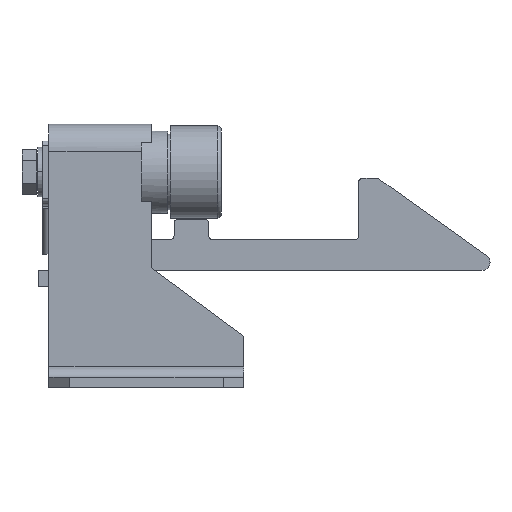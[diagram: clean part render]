
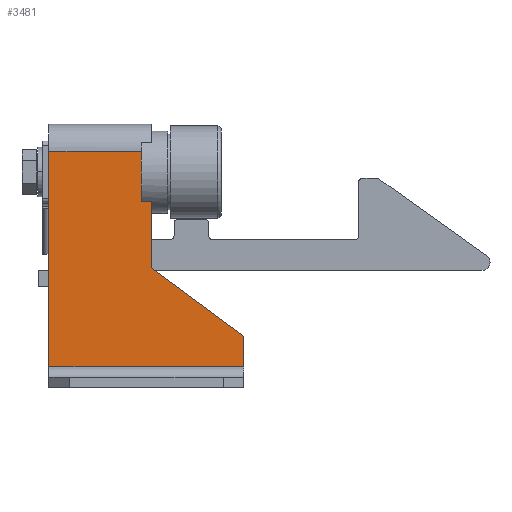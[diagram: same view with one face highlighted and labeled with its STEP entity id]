
A CAD part, top view. The second image highlights one B-rep face of the part: STEP entity #3481.
In plain terms, the highlighted planar face has unit normal (0, 0, 1).
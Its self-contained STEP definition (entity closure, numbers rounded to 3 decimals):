
#11 = CARTESIAN_POINT ( 'NONE',  ( 50.05, 0., 12.435 ) ) ;
#78 = ORIENTED_EDGE ( 'NONE', *, *, #3107, .T. ) ;
#278 = DIRECTION ( 'NONE',  ( 0., 0., -1. ) ) ;
#301 = DIRECTION ( 'NONE',  ( -1., 0., 0. ) ) ;
#760 = VERTEX_POINT ( 'NONE', #856 ) ;
#773 = VERTEX_POINT ( 'NONE', #1380 ) ;
#798 = CARTESIAN_POINT ( 'NONE',  ( 102.169, 19.703, 12.435 ) ) ;
#838 = VECTOR ( 'NONE', #4157, 1000. ) ;
#856 = CARTESIAN_POINT ( 'NONE',  ( 0., 115., 12.435 ) ) ;
#861 = VECTOR ( 'NONE', #3235, 1000. ) ;
#929 = LINE ( 'NONE', #3016, #2635 ) ;
#988 = EDGE_CURVE ( 'NONE', #773, #4126, #4271, .T. ) ;
#1084 = EDGE_CURVE ( 'NONE', #1503, #2329, #3877, .T. ) ;
#1309 = EDGE_CURVE ( 'NONE', #1478, #4126, #3474, .T. ) ;
#1315 = DIRECTION ( 'NONE',  ( -1., 0., 0. ) ) ;
#1380 = CARTESIAN_POINT ( 'NONE',  ( 50., 58.25, 12.435 ) ) ;
#1471 = CARTESIAN_POINT ( 'NONE',  ( 95., 10., 12.435 ) ) ;
#1478 = VERTEX_POINT ( 'NONE', #2163 ) ;
#1503 = VERTEX_POINT ( 'NONE', #1960 ) ;
#1587 = VERTEX_POINT ( 'NONE', #1982 ) ;
#1594 = EDGE_CURVE ( 'NONE', #2329, #1587, #929, .T. ) ;
#1595 = VECTOR ( 'NONE', #2792, 1000. ) ;
#1599 = ORIENTED_EDGE ( 'NONE', *, *, #2672, .T. ) ;
#1707 = VECTOR ( 'NONE', #1315, 1000. ) ;
#1745 = LINE ( 'NONE', #11, #3043 ) ;
#1759 = ORIENTED_EDGE ( 'NONE', *, *, #1084, .F. ) ;
#1960 = CARTESIAN_POINT ( 'NONE',  ( 95., 25., 12.435 ) ) ;
#1970 = DIRECTION ( 'NONE',  ( 0., -1., 0. ) ) ;
#1982 = CARTESIAN_POINT ( 'NONE',  ( 0., 10., 12.435 ) ) ;
#2004 = ORIENTED_EDGE ( 'NONE', *, *, #3081, .T. ) ;
#2011 = ORIENTED_EDGE ( 'NONE', *, *, #1309, .F. ) ;
#2012 = PLANE ( 'NONE',  #3840 ) ;
#2037 = CARTESIAN_POINT ( 'NONE',  ( 95., 10., 12.435 ) ) ;
#2127 = CARTESIAN_POINT ( 'NONE',  ( 50., 10., 12.435 ) ) ;
#2163 = CARTESIAN_POINT ( 'NONE',  ( 50.05, 90.5, 12.435 ) ) ;
#2191 = DIRECTION ( 'NONE',  ( -0.804, 0.594, 0. ) ) ;
#2201 = EDGE_LOOP ( 'NONE', ( #1759, #1599, #3088, #2011, #3665, #78, #2004, #4090 ) ) ;
#2310 = FACE_OUTER_BOUND ( 'NONE', #2201, .T. ) ;
#2328 = DIRECTION ( 'NONE',  ( -1., 0., 0. ) ) ;
#2329 = VERTEX_POINT ( 'NONE', #1471 ) ;
#2585 = VECTOR ( 'NONE', #2191, 1000. ) ;
#2635 = VECTOR ( 'NONE', #2328, 1000. ) ;
#2672 = EDGE_CURVE ( 'NONE', #1503, #773, #3228, .T. ) ;
#2758 = LINE ( 'NONE', #3787, #838 ) ;
#2792 = DIRECTION ( 'NONE',  ( -1., 0., 0. ) ) ;
#3016 = CARTESIAN_POINT ( 'NONE',  ( 95., 10., 12.435 ) ) ;
#3043 = VECTOR ( 'NONE', #4210, 1000. ) ;
#3075 = LINE ( 'NONE', #3719, #1707 ) ;
#3081 = EDGE_CURVE ( 'NONE', #760, #1587, #2758, .T. ) ;
#3088 = ORIENTED_EDGE ( 'NONE', *, *, #988, .T. ) ;
#3107 = EDGE_CURVE ( 'NONE', #4407, #760, #3075, .T. ) ;
#3208 = VECTOR ( 'NONE', #1970, 1000. ) ;
#3228 = LINE ( 'NONE', #798, #2585 ) ;
#3235 = DIRECTION ( 'NONE',  ( 0., 1., 0. ) ) ;
#3459 = CARTESIAN_POINT ( 'NONE',  ( 50.05, 115., 12.435 ) ) ;
#3474 = LINE ( 'NONE', #4540, #1595 ) ;
#3481 = ADVANCED_FACE ( 'NONE', ( #2310 ), #2012, .F. ) ;
#3665 = ORIENTED_EDGE ( 'NONE', *, *, #3937, .F. ) ;
#3719 = CARTESIAN_POINT ( 'NONE',  ( 95., 115., 12.435 ) ) ;
#3787 = CARTESIAN_POINT ( 'NONE',  ( 0., 10., 12.435 ) ) ;
#3840 = AXIS2_PLACEMENT_3D ( 'NONE', #2037, #278, #301 ) ;
#3877 = LINE ( 'NONE', #4408, #3208 ) ;
#3937 = EDGE_CURVE ( 'NONE', #4407, #1478, #1745, .T. ) ;
#4090 = ORIENTED_EDGE ( 'NONE', *, *, #1594, .F. ) ;
#4126 = VERTEX_POINT ( 'NONE', #4254 ) ;
#4157 = DIRECTION ( 'NONE',  ( 0., -1., 0. ) ) ;
#4210 = DIRECTION ( 'NONE',  ( 0., -1., 0. ) ) ;
#4254 = CARTESIAN_POINT ( 'NONE',  ( 50., 90.5, 12.435 ) ) ;
#4271 = LINE ( 'NONE', #2127, #861 ) ;
#4407 = VERTEX_POINT ( 'NONE', #3459 ) ;
#4408 = CARTESIAN_POINT ( 'NONE',  ( 95., 10., 12.435 ) ) ;
#4540 = CARTESIAN_POINT ( 'NONE',  ( 79.079, 90.5, 12.435 ) ) ;
